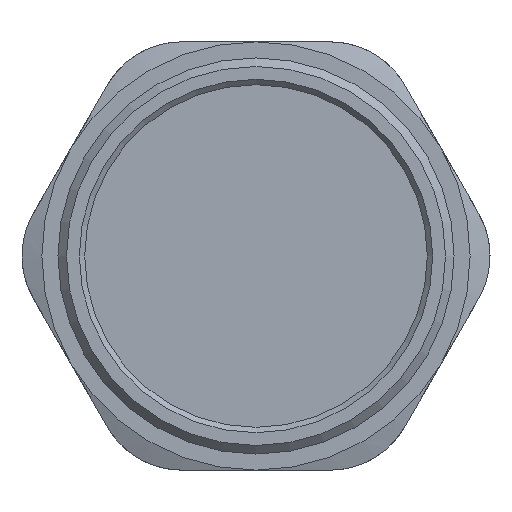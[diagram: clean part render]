
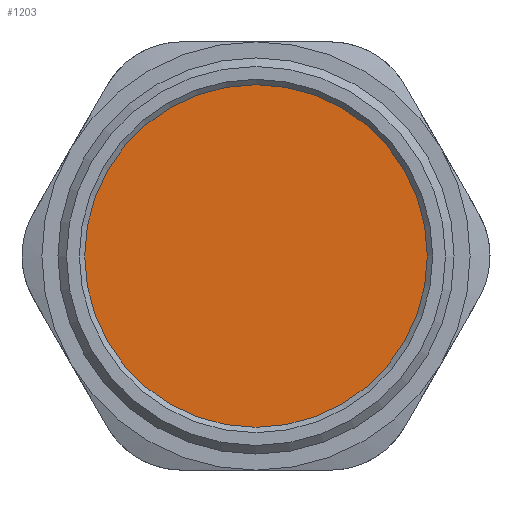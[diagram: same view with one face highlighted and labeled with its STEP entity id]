
A CAD part, front view. The second image highlights one B-rep face of the part: STEP entity #1203.
In plain terms, the highlighted planar face has unit normal (0, -1, 0).
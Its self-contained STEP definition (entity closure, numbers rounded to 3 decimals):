
#150=FACE_OUTER_BOUND('',#226,.T.);
#226=EDGE_LOOP('',(#758));
#415=CIRCLE('',#1309,16.);
#468=VERTEX_POINT('',#1748);
#580=EDGE_CURVE('',#468,#468,#415,.T.);
#758=ORIENTED_EDGE('',*,*,#580,.F.);
#1102=PLANE('',#1308);
#1203=ADVANCED_FACE('',(#150),#1102,.F.);
#1308=AXIS2_PLACEMENT_3D('',#1747,#1446,#1447);
#1309=AXIS2_PLACEMENT_3D('',#1749,#1448,#1449);
#1446=DIRECTION('center_axis',(0.,1.,0.));
#1447=DIRECTION('ref_axis',(0.,0.,1.));
#1448=DIRECTION('center_axis',(0.,1.,0.));
#1449=DIRECTION('ref_axis',(1.,0.,0.));
#1747=CARTESIAN_POINT('Origin',(-4.658,-13.09,0.));
#1748=CARTESIAN_POINT('',(-20.658,-13.09,0.));
#1749=CARTESIAN_POINT('Origin',(-4.658,-13.09,0.));
